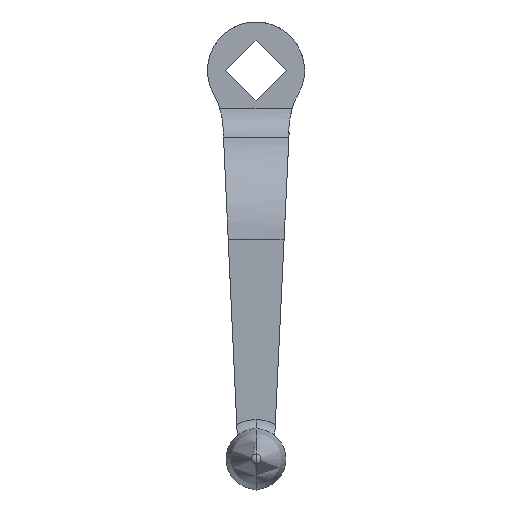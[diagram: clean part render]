
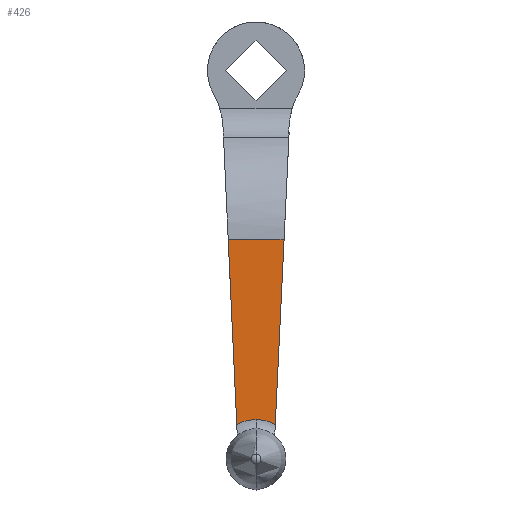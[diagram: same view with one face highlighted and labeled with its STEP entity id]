
A CAD part, front view. The second image highlights one B-rep face of the part: STEP entity #426.
In plain terms, the highlighted planar face has unit normal (0, -1, 0).
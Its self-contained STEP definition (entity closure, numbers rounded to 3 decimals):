
#262=VERTEX_POINT('',#692);
#308=VERTEX_POINT('',#744);
#312=EDGE_CURVE('',#334,#328,#748,.T.);
#322=EDGE_CURVE('',#334,#416,#758,.T.);
#328=VERTEX_POINT('',#765);
#334=VERTEX_POINT('',#771);
#356=EDGE_CURVE('',#328,#308,#796,.T.);
#396=EDGE_CURVE('',#262,#416,#838,.T.);
#416=VERTEX_POINT('',#861);
#426=ADVANCED_FACE('',(#871),#872,.F.);
#634=EDGE_CURVE('',#262,#308,#1108,.T.);
#692=CARTESIAN_POINT('',(14.441,-88.0,-86.974));
#744=CARTESIAN_POINT('',(9.921,-88.0,-182.251));
#748=CIRCLE('',#1276,20.333);
#758=LINE('',#1289,#1290);
#765=CARTESIAN_POINT('',(0.,-88.0,-179.667));
#771=CARTESIAN_POINT('',(-9.91,-88.0,-182.245));
#796=CIRCLE('',#1370,20.333);
#838=LINE('',#1426,#1427);
#861=CARTESIAN_POINT('',(-14.307,-88.0,-86.974));
#871=FACE_OUTER_BOUND('',#1470,.T.);
#872=PLANE('',#1471);
#1108=LINE('',#1891,#1892);
#1276=AXIS2_PLACEMENT_3D('',#2016,#2017,#2018);
#1289=CARTESIAN_POINT('',(-12.548,-88.0,-125.09));
#1290=VECTOR('',#2024,1.0);
#1370=AXIS2_PLACEMENT_3D('',#2068,#2069,#2070);
#1426=CARTESIAN_POINT('',(0.,-88.0,-86.974));
#1427=VECTOR('',#2100,1.0);
#1470=EDGE_LOOP('',(#2138,#2139,#2140,#2141,#2142));
#1471=AXIS2_PLACEMENT_3D('',#2143,#2144,#2145);
#1891=CARTESIAN_POINT('',(16.382,-88.0,-46.059));
#1892=VECTOR('',#2465,1.0);
#2016=CARTESIAN_POINT('',(0.,-88.0,-200.0));
#2017=DIRECTION('',(-0.0,1.0,0.0));
#2018=DIRECTION('',(0.,0.0,1.0));
#2024=DIRECTION('',(-0.046,0.0,0.999));
#2068=CARTESIAN_POINT('',(0.,-88.0,-200.0));
#2069=DIRECTION('',(-0.0,1.0,0.0));
#2070=DIRECTION('',(0.,0.0,1.0));
#2100=DIRECTION('',(-1.0,0.,0.));
#2138=ORIENTED_EDGE('',*,*,#322,.F.);
#2139=ORIENTED_EDGE('',*,*,#312,.T.);
#2140=ORIENTED_EDGE('',*,*,#356,.T.);
#2141=ORIENTED_EDGE('',*,*,#634,.F.);
#2142=ORIENTED_EDGE('',*,*,#396,.T.);
#2143=CARTESIAN_POINT('',(0.,-88.0,-58.333));
#2144=DIRECTION('',(-0.0,1.0,0.0));
#2145=DIRECTION('',(0.,0.0,1.0));
#2465=DIRECTION('',(-0.047,0.0,-0.999));
